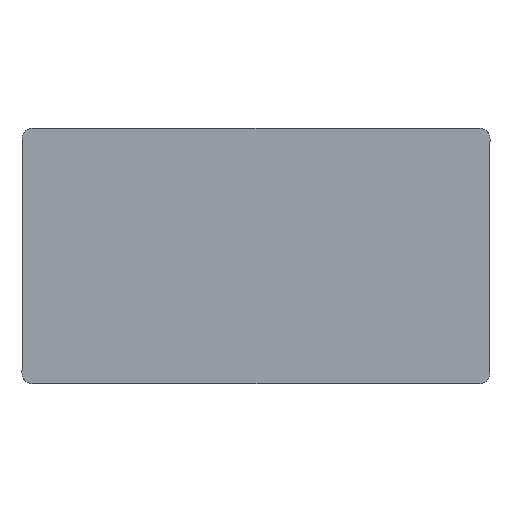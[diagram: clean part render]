
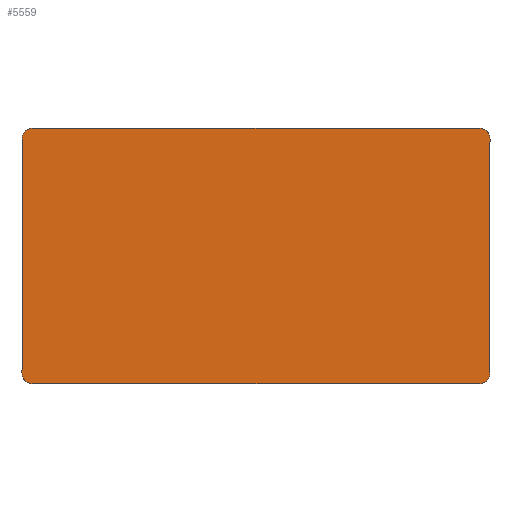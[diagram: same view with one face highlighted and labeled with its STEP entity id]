
A CAD part, front view. The second image highlights one B-rep face of the part: STEP entity #5559.
In plain terms, the highlighted face is planar.
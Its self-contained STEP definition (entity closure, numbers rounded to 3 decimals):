
#1915 = ORIENTED_EDGE ( 'NONE', *, *, #25761, .T. ) ;
#2478 = AXIS2_PLACEMENT_3D ( 'NONE', #18290, #29234, #17951 ) ;
#2832 = PLANE ( 'NONE',  #24775 ) ;
#2924 = DIRECTION ( 'NONE',  ( 0., 0., -1. ) ) ;
#3016 = CARTESIAN_POINT ( 'NONE',  ( 55., -40., -119. ) ) ;
#3389 = CARTESIAN_POINT ( 'NONE',  ( -60., -40., -119. ) ) ;
#3835 = EDGE_LOOP ( 'NONE', ( #8000, #22144, #20026, #34756, #25575, #4274, #1915, #27763 ) ) ;
#4274 = ORIENTED_EDGE ( 'NONE', *, *, #17151, .T. ) ;
#5425 = CARTESIAN_POINT ( 'NONE',  ( -55., 175., -119. ) ) ;
#5559 = ADVANCED_FACE ( 'NONE', ( #11431 ), #2832, .T. ) ;
#5865 = VERTEX_POINT ( 'NONE', #15659 ) ;
#7766 = EDGE_CURVE ( 'NONE', #13733, #13276, #18795, .T. ) ;
#7939 = DIRECTION ( 'NONE',  ( -1., 0., 0. ) ) ;
#8000 = ORIENTED_EDGE ( 'NONE', *, *, #24176, .T. ) ;
#8077 = CARTESIAN_POINT ( 'NONE',  ( 55., -45., -119. ) ) ;
#8136 = CARTESIAN_POINT ( 'NONE',  ( -60., 170., -119. ) ) ;
#9032 = CARTESIAN_POINT ( 'NONE',  ( 60., 170., -119. ) ) ;
#10032 = DIRECTION ( 'NONE',  ( 0., 0., -1. ) ) ;
#10449 = AXIS2_PLACEMENT_3D ( 'NONE', #3016, #14114, #20019 ) ;
#11137 = DIRECTION ( 'NONE',  ( -1., 0., 0. ) ) ;
#11241 = VERTEX_POINT ( 'NONE', #12840 ) ;
#11262 = DIRECTION ( 'NONE',  ( 0., 0., -1. ) ) ;
#11431 = FACE_OUTER_BOUND ( 'NONE', #3835, .T. ) ;
#11791 = CARTESIAN_POINT ( 'NONE',  ( 55., -40., -119. ) ) ;
#12309 = LINE ( 'NONE', #23229, #14546 ) ;
#12840 = CARTESIAN_POINT ( 'NONE',  ( 55., -45., -119. ) ) ;
#13243 = DIRECTION ( 'NONE',  ( 0., 1., 0. ) ) ;
#13276 = VERTEX_POINT ( 'NONE', #8136 ) ;
#13421 = VERTEX_POINT ( 'NONE', #9032 ) ;
#13506 = VERTEX_POINT ( 'NONE', #14919 ) ;
#13733 = VERTEX_POINT ( 'NONE', #3389 ) ;
#14090 = CARTESIAN_POINT ( 'NONE',  ( -55., -45., -119. ) ) ;
#14114 = DIRECTION ( 'NONE',  ( 0., 0., -1. ) ) ;
#14310 = VERTEX_POINT ( 'NONE', #14090 ) ;
#14546 = VECTOR ( 'NONE', #14630, 1000. ) ;
#14626 = CARTESIAN_POINT ( 'NONE',  ( -55., 175., -119. ) ) ;
#14630 = DIRECTION ( 'NONE',  ( 0., -1., 0. ) ) ;
#14919 = CARTESIAN_POINT ( 'NONE',  ( 60., -40., -119. ) ) ;
#15659 = CARTESIAN_POINT ( 'NONE',  ( 55., 175., -119. ) ) ;
#16725 = CIRCLE ( 'NONE', #10449, 5. ) ;
#17151 = EDGE_CURVE ( 'NONE', #18733, #5865, #18855, .T. ) ;
#17341 = CIRCLE ( 'NONE', #2478, 5. ) ;
#17951 = DIRECTION ( 'NONE',  ( -1., 0., 0. ) ) ;
#18290 = CARTESIAN_POINT ( 'NONE',  ( -55., -40., -119. ) ) ;
#18733 = VERTEX_POINT ( 'NONE', #14626 ) ;
#18795 = LINE ( 'NONE', #32810, #23989 ) ;
#18855 = LINE ( 'NONE', #5425, #33339 ) ;
#20019 = DIRECTION ( 'NONE',  ( -1., 0., 0. ) ) ;
#20026 = ORIENTED_EDGE ( 'NONE', *, *, #22343, .T. ) ;
#21374 = VECTOR ( 'NONE', #11137, 1000. ) ;
#22144 = ORIENTED_EDGE ( 'NONE', *, *, #25559, .T. ) ;
#22343 = EDGE_CURVE ( 'NONE', #14310, #13733, #17341, .T. ) ;
#22546 = AXIS2_PLACEMENT_3D ( 'NONE', #23457, #10032, #29538 ) ;
#23161 = EDGE_CURVE ( 'NONE', #13276, #18733, #33855, .T. ) ;
#23229 = CARTESIAN_POINT ( 'NONE',  ( 60., 170., -119. ) ) ;
#23457 = CARTESIAN_POINT ( 'NONE',  ( 55., 170., -119. ) ) ;
#23989 = VECTOR ( 'NONE', #13243, 1000. ) ;
#24065 = AXIS2_PLACEMENT_3D ( 'NONE', #24241, #2924, #7939 ) ;
#24176 = EDGE_CURVE ( 'NONE', #13506, #11241, #16725, .T. ) ;
#24241 = CARTESIAN_POINT ( 'NONE',  ( -55., 170., -119. ) ) ;
#24775 = AXIS2_PLACEMENT_3D ( 'NONE', #11791, #11262, #32969 ) ;
#25559 = EDGE_CURVE ( 'NONE', #11241, #14310, #32646, .T. ) ;
#25575 = ORIENTED_EDGE ( 'NONE', *, *, #23161, .T. ) ;
#25761 = EDGE_CURVE ( 'NONE', #5865, #13421, #31699, .T. ) ;
#27763 = ORIENTED_EDGE ( 'NONE', *, *, #30620, .T. ) ;
#29234 = DIRECTION ( 'NONE',  ( 0., 0., -1. ) ) ;
#29538 = DIRECTION ( 'NONE',  ( -1., 0., 0. ) ) ;
#30620 = EDGE_CURVE ( 'NONE', #13421, #13506, #12309, .T. ) ;
#31699 = CIRCLE ( 'NONE', #22546, 5. ) ;
#32502 = DIRECTION ( 'NONE',  ( 1., 0., 0. ) ) ;
#32646 = LINE ( 'NONE', #8077, #21374 ) ;
#32810 = CARTESIAN_POINT ( 'NONE',  ( -60., -40., -119. ) ) ;
#32969 = DIRECTION ( 'NONE',  ( -1., 0., 0. ) ) ;
#33339 = VECTOR ( 'NONE', #32502, 1000. ) ;
#33855 = CIRCLE ( 'NONE', #24065, 5. ) ;
#34756 = ORIENTED_EDGE ( 'NONE', *, *, #7766, .T. ) ;
